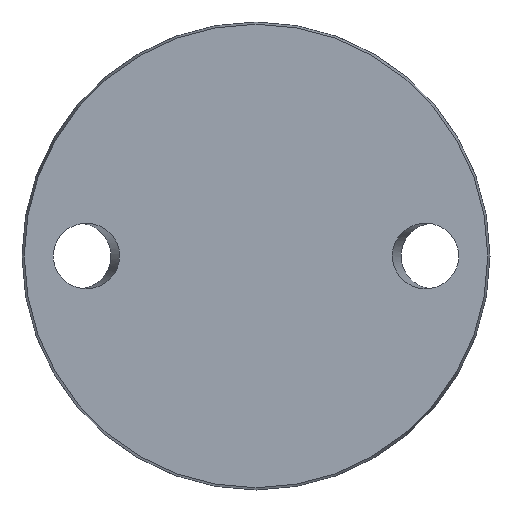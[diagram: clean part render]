
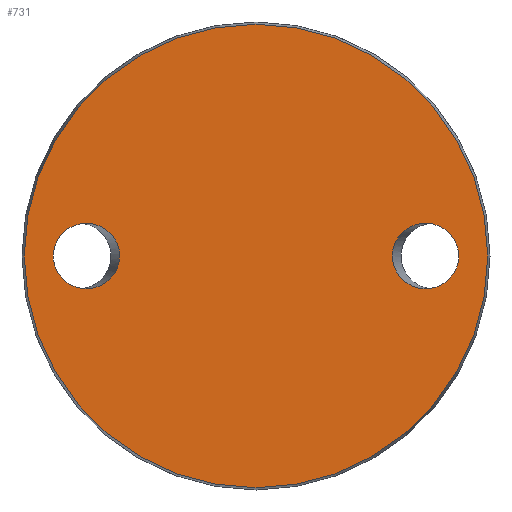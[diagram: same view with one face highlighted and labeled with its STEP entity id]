
A CAD part, front view. The second image highlights one B-rep face of the part: STEP entity #731.
In plain terms, the highlighted planar face has unit normal (0, -1, 0).
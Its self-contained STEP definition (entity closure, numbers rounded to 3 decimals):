
#19 = VERTEX_POINT ( 'NONE', #335 ) ;
#72 = DIRECTION ( 'NONE',  ( 0., 0., 1. ) ) ;
#79 = CARTESIAN_POINT ( 'NONE',  ( -51.115, 0., 16.5 ) ) ;
#84 = CARTESIAN_POINT ( 'NONE',  ( 34.385, 0., 0. ) ) ;
#101 = CARTESIAN_POINT ( 'NONE',  ( 51.115, 0., 16.5 ) ) ;
#113 = VERTEX_POINT ( 'NONE', #358 ) ;
#143 = DIRECTION ( 'NONE',  ( 0., 1., 0. ) ) ;
#176 = ORIENTED_EDGE ( 'NONE', *, *, #312, .T. ) ;
#183 = CARTESIAN_POINT ( 'NONE',  ( 51.115, 0., -16.5 ) ) ;
#191 = FACE_BOUND ( 'NONE', #894, .T. ) ;
#226 = CARTESIAN_POINT ( 'NONE',  ( -34.385, 0., -16.5 ) ) ;
#227 = EDGE_LOOP ( 'NONE', ( #619 ) ) ;
#243 = DIRECTION ( 'NONE',  ( 0., 0., -1. ) ) ;
#271 = CARTESIAN_POINT ( 'NONE',  ( 51.115, 0., 0. ) ) ;
#312 = EDGE_CURVE ( 'NONE', #19, #19, #903, .T. ) ;
#314 = CARTESIAN_POINT ( 'NONE',  ( -51.115, 0., 0. ) ) ;
#335 = CARTESIAN_POINT ( 'NONE',  ( -51.115, 0., 0. ) ) ;
#345 = CARTESIAN_POINT ( 'NONE',  ( 34.385, 0., 0. ) ) ;
#358 = CARTESIAN_POINT ( 'NONE',  ( 0., 0., -58.425 ) ) ;
#367 = CIRCLE ( 'NONE', #654, 58.425 ) ;
#395 = ORIENTED_EDGE ( 'NONE', *, *, #482, .F. ) ;
#396 = CARTESIAN_POINT ( 'NONE',  ( -58.425, 0., 0. ) ) ;
#467 = PLANE ( 'NONE',  #653 ) ;
#479 =( BOUNDED_CURVE ( )  B_SPLINE_CURVE ( 3, ( #345, #666, #183, #271, #101, #514, #830 ),
 .UNSPECIFIED., .T., .T. ) 
 B_SPLINE_CURVE_WITH_KNOTS ( ( 4, 3, 4 ),
 ( 0., 3.142, 6.283 ),
 .UNSPECIFIED. ) 
 CURVE ( )  GEOMETRIC_REPRESENTATION_ITEM ( )  RATIONAL_B_SPLINE_CURVE ( ( 1., 0.333, 0.333, 1., 0.333, 0.333, 1. ) ) 
 REPRESENTATION_ITEM ( '' )  );
#482 = EDGE_CURVE ( 'NONE', #899, #899, #479, .T. ) ;
#514 = CARTESIAN_POINT ( 'NONE',  ( 34.385, 0., 16.5 ) ) ;
#619 = ORIENTED_EDGE ( 'NONE', *, *, #943, .T. ) ;
#634 = EDGE_LOOP ( 'NONE', ( #176 ) ) ;
#653 = AXIS2_PLACEMENT_3D ( 'NONE', #396, #143, #72 ) ;
#654 = AXIS2_PLACEMENT_3D ( 'NONE', #890, #811, #243 ) ;
#666 = CARTESIAN_POINT ( 'NONE',  ( 34.385, 0., -16.5 ) ) ;
#712 = CARTESIAN_POINT ( 'NONE',  ( -34.385, 0., 16.5 ) ) ;
#731 = ADVANCED_FACE ( 'NONE', ( #771, #191, #941 ), #467, .F. ) ;
#771 = FACE_BOUND ( 'NONE', #634, .T. ) ;
#794 = CARTESIAN_POINT ( 'NONE',  ( -51.115, 0., 0. ) ) ;
#800 = CARTESIAN_POINT ( 'NONE',  ( -34.385, 0., 0. ) ) ;
#811 = DIRECTION ( 'NONE',  ( 0., -1., 0. ) ) ;
#830 = CARTESIAN_POINT ( 'NONE',  ( 34.385, 0., 0. ) ) ;
#885 = CARTESIAN_POINT ( 'NONE',  ( -51.115, 0., -16.5 ) ) ;
#890 = CARTESIAN_POINT ( 'NONE',  ( 0., 0., 0. ) ) ;
#894 = EDGE_LOOP ( 'NONE', ( #395 ) ) ;
#899 = VERTEX_POINT ( 'NONE', #84 ) ;
#903 =( BOUNDED_CURVE ( )  B_SPLINE_CURVE ( 3, ( #794, #79, #712, #800, #226, #885, #314 ),
 .UNSPECIFIED., .T., .F. ) 
 B_SPLINE_CURVE_WITH_KNOTS ( ( 4, 3, 4 ),
 ( 0., 3.142, 6.283 ),
 .UNSPECIFIED. ) 
 CURVE ( )  GEOMETRIC_REPRESENTATION_ITEM ( )  RATIONAL_B_SPLINE_CURVE ( ( 1., 0.333, 0.333, 1., 0.333, 0.333, 1. ) ) 
 REPRESENTATION_ITEM ( '' )  );
#941 = FACE_OUTER_BOUND ( 'NONE', #227, .T. ) ;
#943 = EDGE_CURVE ( 'NONE', #113, #113, #367, .T. ) ;
